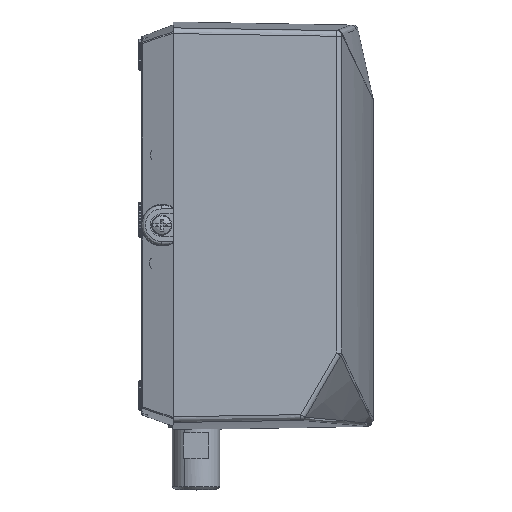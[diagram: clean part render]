
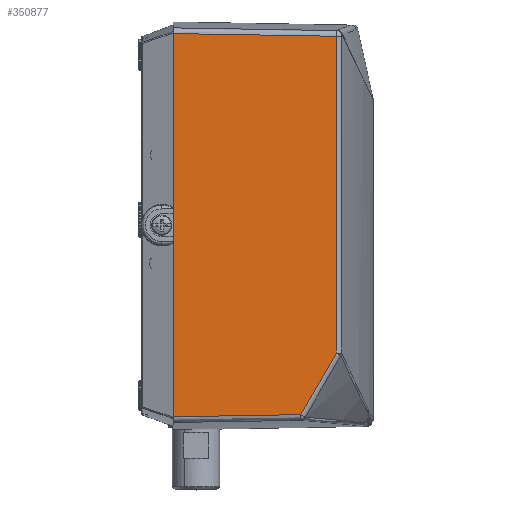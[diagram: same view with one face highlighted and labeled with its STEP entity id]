
A CAD part, top view. The second image highlights one B-rep face of the part: STEP entity #350877.
In plain terms, the highlighted planar face has unit normal (0.018, 0, 1).
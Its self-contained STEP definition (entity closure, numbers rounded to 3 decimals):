
#14288=DIRECTION('',(0.,-1.,0.));
#14289=VECTOR('',#14288,134.135);
#14290=CARTESIAN_POINT('',(12.,67.068,95.5));
#14291=LINE('',#14290,#14289);
#147093=CARTESIAN_POINT('',(56.691,-66.327,
94.72));
#147094=CARTESIAN_POINT('',(58.056,-63.959,
94.696));
#147095=CARTESIAN_POINT('',(60.799,-59.204,
94.648));
#147096=CARTESIAN_POINT('',(64.947,-52.012,
94.576));
#147097=CARTESIAN_POINT('',(67.736,-47.176,
94.527));
#147098=CARTESIAN_POINT('',(69.136,-44.748,
94.503));
#149276=DIRECTION('',(0.,1.,0.));
#149277=VECTOR('',#149276,110.869);
#149278=CARTESIAN_POINT('',(69.136,-44.748,
94.503));
#149279=LINE('',#149278,#149277);
#149306=CARTESIAN_POINT('',(12.,-67.068,95.5));
#149307=CARTESIAN_POINT('',(16.967,-66.985,
95.413));
#149308=CARTESIAN_POINT('',(26.901,-66.821,
95.24));
#149309=CARTESIAN_POINT('',(41.797,-66.574,
94.98));
#149310=CARTESIAN_POINT('',(51.727,-66.409,
94.807));
#149311=CARTESIAN_POINT('',(56.691,-66.327,
94.72));
#149470=CARTESIAN_POINT('',(12.,-67.068,95.5));
#149475=CARTESIAN_POINT('',(69.136,66.121,
94.503));
#149476=CARTESIAN_POINT('',(62.79,66.226,
94.613));
#149477=CARTESIAN_POINT('',(50.096,66.436,
94.835));
#149478=CARTESIAN_POINT('',(31.051,66.752,
95.167));
#149479=CARTESIAN_POINT('',(18.351,66.962,
95.389));
#149480=CARTESIAN_POINT('',(12.,67.068,95.5));
#149485=CARTESIAN_POINT('',(12.,67.068,95.5));
#259793=VERTEX_POINT('',#149470);
#259794=VERTEX_POINT('',#149485);
#259801=VERTEX_POINT('',#149311);
#259802=CARTESIAN_POINT('',(69.136,-44.748,
94.503));
#259803=CARTESIAN_POINT('',(69.136,66.121,
94.503));
#259804=VERTEX_POINT('',#259802);
#259805=VERTEX_POINT('',#259803);
#350863=CARTESIAN_POINT('',(12.,72.62,95.5));
#350864=DIRECTION('',(0.017,0.,1.));
#350865=DIRECTION('',(0.,-1.,0.));
#350866=AXIS2_PLACEMENT_3D('',#350863,#350864,#350865);
#350867=PLANE('',#350866);
#350868=ORIENTED_EDGE('',*,*,#350846,.F.);
#350869=ORIENTED_EDGE('',*,*,#349688,.F.);
#350871=ORIENTED_EDGE('',*,*,#350870,.F.);
#350872=ORIENTED_EDGE('',*,*,#267226,.F.);
#350874=ORIENTED_EDGE('',*,*,#350873,.F.);
#350875=EDGE_LOOP('',(#350868,#350869,#350871,#350872,#350874));
#350876=FACE_OUTER_BOUND('',#350875,.F.);
#350877=ADVANCED_FACE('',(#350876),#350867,.T.);
#147099=B_SPLINE_CURVE_WITH_KNOTS('',3,(#147093,#147094,#147095,#147096,#147097,
#147098),.UNSPECIFIED.,.F.,.F.,(4,1,1,4),(0.,0.333,
0.667,1.),.UNSPECIFIED.);
#149312=B_SPLINE_CURVE_WITH_KNOTS('',3,(#149306,#149307,#149308,#149309,#149310,
#149311),.UNSPECIFIED.,.F.,.F.,(4,1,1,4),(0.,0.333,
0.667,1.),.UNSPECIFIED.);
#149481=B_SPLINE_CURVE_WITH_KNOTS('',3,(#149475,#149476,#149477,#149478,#149479,
#149480),.UNSPECIFIED.,.F.,.F.,(4,1,1,4),(0.,0.333,
0.667,1.),.UNSPECIFIED.);
#267226=EDGE_CURVE('',#259794,#259793,#14291,.T.);
#349688=EDGE_CURVE('',#259801,#259804,#147099,.T.);
#350846=EDGE_CURVE('',#259804,#259805,#149279,.T.);
#350870=EDGE_CURVE('',#259793,#259801,#149312,.T.);
#350873=EDGE_CURVE('',#259805,#259794,#149481,.T.);
